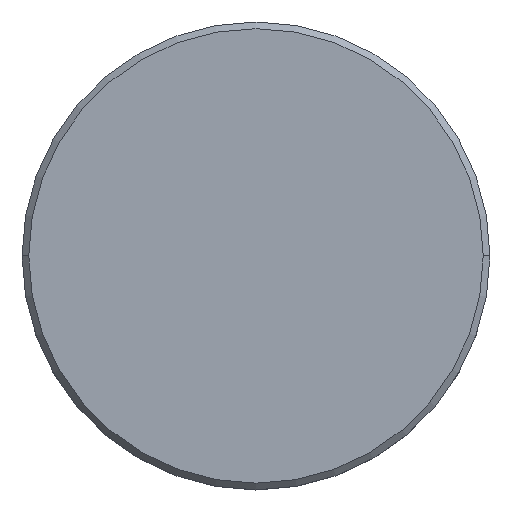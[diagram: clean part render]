
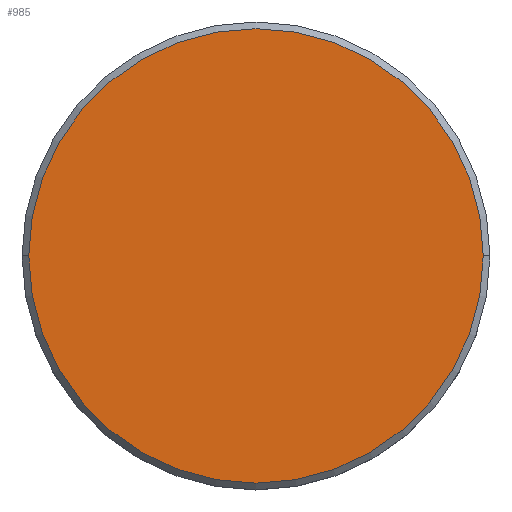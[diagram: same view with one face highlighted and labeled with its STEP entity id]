
A CAD part, top view. The second image highlights one B-rep face of the part: STEP entity #985.
In plain terms, the highlighted planar face has unit normal (0, 0, 1).
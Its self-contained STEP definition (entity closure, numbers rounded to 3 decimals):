
#41 = CIRCLE ( 'NONE', #793, 17. ) ;
#55 = EDGE_CURVE ( 'NONE', #162, #1079, #41, .T. ) ;
#162 = VERTEX_POINT ( 'NONE', #568 ) ;
#178 = ORIENTED_EDGE ( 'NONE', *, *, #910, .T. ) ;
#184 = EDGE_LOOP ( 'NONE', ( #178, #341 ) ) ;
#341 = ORIENTED_EDGE ( 'NONE', *, *, #55, .T. ) ;
#433 = CARTESIAN_POINT ( 'NONE',  ( 0., 0., 0. ) ) ;
#451 = CARTESIAN_POINT ( 'NONE',  ( 0., 0., 0. ) ) ;
#464 = AXIS2_PLACEMENT_3D ( 'NONE', #433, #801, #813 ) ;
#526 = DIRECTION ( 'NONE',  ( 0., 0., 1. ) ) ;
#536 = DIRECTION ( 'NONE',  ( 0., 0., 1. ) ) ;
#568 = CARTESIAN_POINT ( 'NONE',  ( 17., 0., 0. ) ) ;
#633 = FACE_OUTER_BOUND ( 'NONE', #184, .T. ) ;
#793 = AXIS2_PLACEMENT_3D ( 'NONE', #451, #536, #805 ) ;
#796 = CARTESIAN_POINT ( 'NONE',  ( 0., 0., 0. ) ) ;
#801 = DIRECTION ( 'NONE',  ( 0., 0., 1. ) ) ;
#805 = DIRECTION ( 'NONE',  ( 1., 0., 0. ) ) ;
#813 = DIRECTION ( 'NONE',  ( 1., 0., 0. ) ) ;
#880 = AXIS2_PLACEMENT_3D ( 'NONE', #796, #526, #969 ) ;
#885 = PLANE ( 'NONE',  #464 ) ;
#910 = EDGE_CURVE ( 'NONE', #1079, #162, #958, .T. ) ;
#911 = CARTESIAN_POINT ( 'NONE',  ( -17., 0., 0. ) ) ;
#958 = CIRCLE ( 'NONE', #880, 17. ) ;
#969 = DIRECTION ( 'NONE',  ( 1., 0., 0. ) ) ;
#985 = ADVANCED_FACE ( 'NONE', ( #633 ), #885, .T. ) ;
#1079 = VERTEX_POINT ( 'NONE', #911 ) ;
